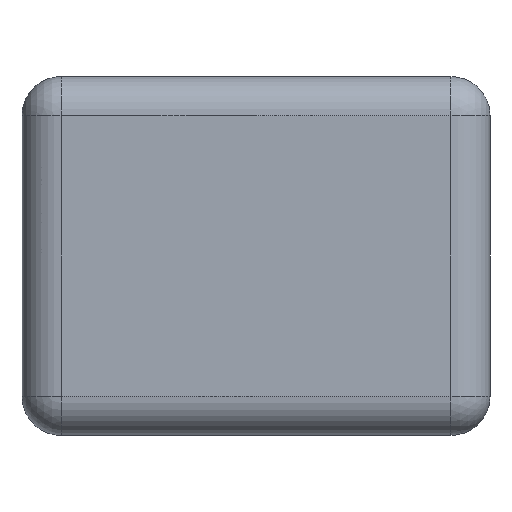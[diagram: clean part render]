
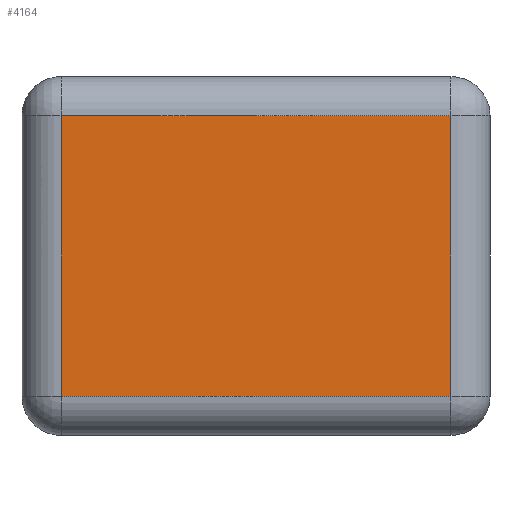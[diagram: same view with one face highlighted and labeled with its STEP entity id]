
A CAD part, left-side view. The second image highlights one B-rep face of the part: STEP entity #4164.
In plain terms, the highlighted planar face has unit normal (-1, 0, 0).
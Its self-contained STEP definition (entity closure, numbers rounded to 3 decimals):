
#124 = DIRECTION ( 'NONE',  ( 0., 0., -1. ) ) ;
#166 = ORIENTED_EDGE ( 'NONE', *, *, #1757, .T. ) ;
#410 = LINE ( 'NONE', #3383, #1598 ) ;
#424 = EDGE_CURVE ( 'NONE', #1329, #2615, #3385, .T. ) ;
#628 = EDGE_LOOP ( 'NONE', ( #1370, #166, #2254, #3104 ) ) ;
#692 = VECTOR ( 'NONE', #1531, 1000. ) ;
#876 = CARTESIAN_POINT ( 'NONE',  ( 0., 0., 0.23 ) ) ;
#916 = VECTOR ( 'NONE', #2830, 1000. ) ;
#934 = EDGE_CURVE ( 'NONE', #2615, #2185, #2573, .T. ) ;
#1101 = AXIS2_PLACEMENT_3D ( 'NONE', #876, #4252, #1183 ) ;
#1183 = DIRECTION ( 'NONE',  ( 0., 0., -1. ) ) ;
#1329 = VERTEX_POINT ( 'NONE', #2265 ) ;
#1370 = ORIENTED_EDGE ( 'NONE', *, *, #3776, .T. ) ;
#1531 = DIRECTION ( 'NONE',  ( 0., 1., 0. ) ) ;
#1598 = VECTOR ( 'NONE', #124, 1000. ) ;
#1697 = VERTEX_POINT ( 'NONE', #3854 ) ;
#1757 = EDGE_CURVE ( 'NONE', #1697, #1329, #410, .T. ) ;
#2006 = CARTESIAN_POINT ( 'NONE',  ( 0., 0.025, 0.025 ) ) ;
#2185 = VERTEX_POINT ( 'NONE', #3266 ) ;
#2254 = ORIENTED_EDGE ( 'NONE', *, *, #424, .T. ) ;
#2265 = CARTESIAN_POINT ( 'NONE',  ( 0., 0.275, 0.025 ) ) ;
#2573 = LINE ( 'NONE', #3220, #916 ) ;
#2615 = VERTEX_POINT ( 'NONE', #2006 ) ;
#2750 = VECTOR ( 'NONE', #4025, 1000. ) ;
#2830 = DIRECTION ( 'NONE',  ( 0., 0., 1. ) ) ;
#3021 = CARTESIAN_POINT ( 'NONE',  ( 0., 0., 0.025 ) ) ;
#3104 = ORIENTED_EDGE ( 'NONE', *, *, #934, .T. ) ;
#3193 = LINE ( 'NONE', #3888, #692 ) ;
#3220 = CARTESIAN_POINT ( 'NONE',  ( 0., 0.025, 0.23 ) ) ;
#3266 = CARTESIAN_POINT ( 'NONE',  ( 0., 0.025, 0.205 ) ) ;
#3383 = CARTESIAN_POINT ( 'NONE',  ( 0., 0.275, 0.23 ) ) ;
#3385 = LINE ( 'NONE', #3021, #2750 ) ;
#3391 = FACE_OUTER_BOUND ( 'NONE', #628, .T. ) ;
#3776 = EDGE_CURVE ( 'NONE', #2185, #1697, #3193, .T. ) ;
#3831 = PLANE ( 'NONE',  #1101 ) ;
#3854 = CARTESIAN_POINT ( 'NONE',  ( 0., 0.275, 0.205 ) ) ;
#3888 = CARTESIAN_POINT ( 'NONE',  ( 0., 0., 0.205 ) ) ;
#4025 = DIRECTION ( 'NONE',  ( 0., -1., 0. ) ) ;
#4164 = ADVANCED_FACE ( 'NONE', ( #3391 ), #3831, .F. ) ;
#4252 = DIRECTION ( 'NONE',  ( 1., 0., 0. ) ) ;
